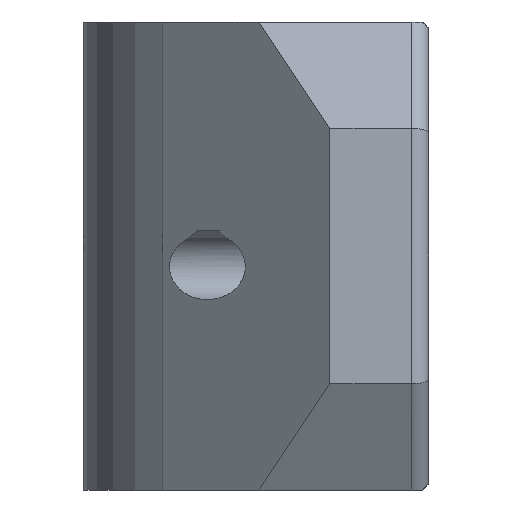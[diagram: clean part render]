
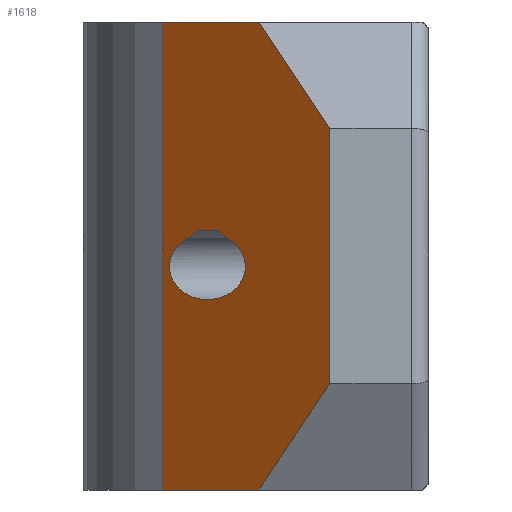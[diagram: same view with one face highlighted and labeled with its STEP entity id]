
A CAD part, left-side view. The second image highlights one B-rep face of the part: STEP entity #1618.
In plain terms, the highlighted planar face has unit normal (-0.755, 0.656, 0).
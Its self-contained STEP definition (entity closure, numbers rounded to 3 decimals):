
#41=FACE_BOUND('',#351,.T.);
#157=PLANE('',#1798);
#252=FACE_OUTER_BOUND('',#350,.T.);
#350=EDGE_LOOP('',(#1467,#1468,#1469,#1470,#1471,#1472));
#351=EDGE_LOOP('',(#1473,#1474,#1475,#1476));
#371=ELLIPSE('',#1788,2.363,1.55);
#381=LINE('',#2307,#519);
#398=LINE('',#2365,#536);
#409=LINE('',#2395,#547);
#411=LINE('',#2399,#549);
#461=LINE('',#2627,#599);
#495=LINE('',#2844,#633);
#499=LINE('',#2853,#637);
#501=LINE('',#2856,#639);
#509=LINE('',#2876,#647);
#519=VECTOR('',#1833,10.);
#536=VECTOR('',#1882,10.);
#547=VECTOR('',#1913,10.);
#549=VECTOR('',#1917,10.);
#599=VECTOR('',#2061,10.);
#633=VECTOR('',#2229,10.);
#637=VECTOR('',#2239,10.);
#639=VECTOR('',#2243,10.);
#647=VECTOR('',#2267,10.);
#661=VERTEX_POINT('',#2304);
#662=VERTEX_POINT('',#2306);
#686=VERTEX_POINT('',#2362);
#687=VERTEX_POINT('',#2364);
#696=VERTEX_POINT('',#2393);
#697=VERTEX_POINT('',#2397);
#781=VERTEX_POINT('',#2842);
#782=VERTEX_POINT('',#2843);
#783=VERTEX_POINT('',#2848);
#784=VERTEX_POINT('',#2852);
#804=EDGE_CURVE('',#661,#662,#381,.T.);
#833=EDGE_CURVE('',#686,#687,#398,.T.);
#849=EDGE_CURVE('',#686,#696,#409,.T.);
#851=EDGE_CURVE('',#696,#697,#411,.T.);
#929=EDGE_CURVE('',#697,#662,#461,.T.);
#1005=EDGE_CURVE('',#781,#782,#495,.T.);
#1008=EDGE_CURVE('',#782,#783,#371,.T.);
#1010=EDGE_CURVE('',#783,#784,#499,.T.);
#1012=EDGE_CURVE('',#784,#781,#501,.T.);
#1021=EDGE_CURVE('',#687,#661,#509,.T.);
#1467=ORIENTED_EDGE('',*,*,#929,.T.);
#1468=ORIENTED_EDGE('',*,*,#804,.F.);
#1469=ORIENTED_EDGE('',*,*,#1021,.F.);
#1470=ORIENTED_EDGE('',*,*,#833,.F.);
#1471=ORIENTED_EDGE('',*,*,#849,.T.);
#1472=ORIENTED_EDGE('',*,*,#851,.T.);
#1473=ORIENTED_EDGE('',*,*,#1010,.T.);
#1474=ORIENTED_EDGE('',*,*,#1012,.T.);
#1475=ORIENTED_EDGE('',*,*,#1005,.T.);
#1476=ORIENTED_EDGE('',*,*,#1008,.T.);
#1618=ADVANCED_FACE('',(#252,#41),#157,.T.);
#1788=AXIS2_PLACEMENT_3D('',#2849,#2234,#2235);
#1798=AXIS2_PLACEMENT_3D('',#2875,#2265,#2266);
#1833=DIRECTION('',(-0.656,-0.755,0.));
#1882=DIRECTION('',(0.656,0.755,0.));
#1913=DIRECTION('',(-0.433,-0.499,0.751));
#1917=DIRECTION('',(0.,0.,1.));
#2061=DIRECTION('',(0.433,0.499,0.751));
#2229=DIRECTION('',(-0.549,-0.631,-0.549));
#2234=DIRECTION('center_axis',(0.755,-0.656,0.));
#2235=DIRECTION('ref_axis',(0.656,0.755,0.));
#2239=DIRECTION('',(-0.549,-0.631,0.549));
#2243=DIRECTION('',(-0.656,-0.755,0.));
#2265=DIRECTION('center_axis',(-0.755,0.656,0.));
#2266=DIRECTION('ref_axis',(-0.656,-0.755,0.));
#2267=DIRECTION('',(0.,0.,1.));
#2304=CARTESIAN_POINT('',(-8.17,7.102,19.2));
#2306=CARTESIAN_POINT('',(-12.113,2.565,19.2));
#2307=CARTESIAN_POINT('',(-7.498,7.874,19.2));
#2362=CARTESIAN_POINT('',(-12.113,2.565,-2.8));
#2364=CARTESIAN_POINT('',(-8.17,7.102,-2.8));
#2365=CARTESIAN_POINT('',(-15.,-0.755,-2.8));
#2393=CARTESIAN_POINT('',(-15.,-0.755,2.2));
#2395=CARTESIAN_POINT('',(-13.653,0.794,-0.132));
#2397=CARTESIAN_POINT('',(-15.,-0.755,14.2));
#2399=CARTESIAN_POINT('',(-15.,-0.755,0.));
#2627=CARTESIAN_POINT('',(-15.237,-1.028,13.79));
#2842=CARTESIAN_POINT('',(-10.416,4.517,9.401));
#2843=CARTESIAN_POINT('',(-10.775,4.105,9.042));
#2844=CARTESIAN_POINT('',(-11.658,3.089,8.159));
#2848=CARTESIAN_POINT('',(-9.225,5.888,9.042));
#2849=CARTESIAN_POINT('Origin',(-10.,4.996,7.7));
#2852=CARTESIAN_POINT('',(-9.584,5.475,9.401));
#2853=CARTESIAN_POINT('',(-8.346,6.899,8.163));
#2856=CARTESIAN_POINT('',(-10.015,4.979,9.401));
#2875=CARTESIAN_POINT('Origin',(-8.17,7.102,0.));
#2876=CARTESIAN_POINT('',(-8.17,7.102,0.));
